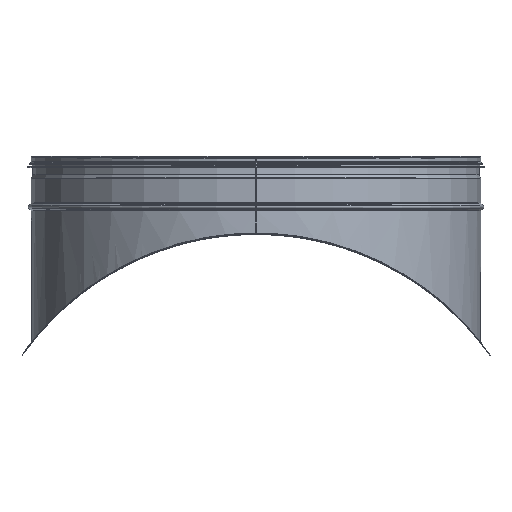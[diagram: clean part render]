
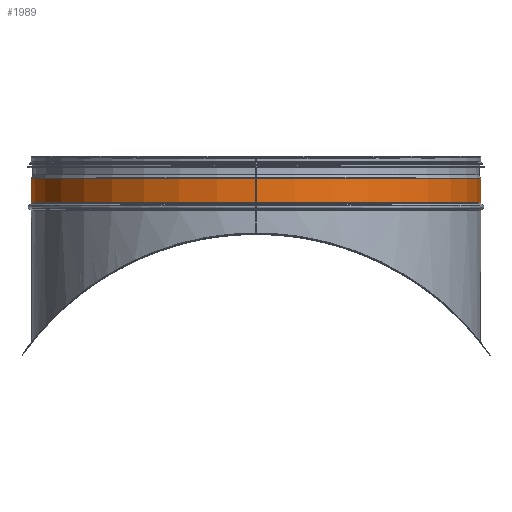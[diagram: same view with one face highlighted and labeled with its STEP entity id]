
A CAD part, top view. The second image highlights one B-rep face of the part: STEP entity #1989.
In plain terms, the highlighted cylindrical face has radius 314.35 mm (diameter 628.7 mm), a full revolution.
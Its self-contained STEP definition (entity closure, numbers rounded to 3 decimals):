
#1184=CARTESIAN_POINT('',(314.35,31.0,0.005));
#1185=VERTEX_POINT('',#1184);
#1216=CARTESIAN_POINT('',(314.35,65.0,0.005));
#1217=VERTEX_POINT('',#1216);
#1224=CARTESIAN_POINT('',(314.35,31.0,0.005));
#1225=DIRECTION('',(0.0,1.0,0.0));
#1226=VECTOR('',#1225,34.0);
#1227=LINE('',#1224,#1226);
#1228=EDGE_CURVE('',#1185,#1217,#1227,.T.);
#1535=CARTESIAN_POINT('',(314.35,65.0,0.0));
#1536=VERTEX_POINT('',#1535);
#1567=CARTESIAN_POINT('',(314.35,31.0,0.0));
#1568=VERTEX_POINT('',#1567);
#1575=CARTESIAN_POINT('',(314.35,31.0,0.0));
#1576=DIRECTION('',(0.0,1.0,0.0));
#1577=VECTOR('',#1576,34.0);
#1578=LINE('',#1575,#1577);
#1579=EDGE_CURVE('',#1568,#1536,#1578,.T.);
#1960=CARTESIAN_POINT('',(0.,31.,0.0));
#1961=DIRECTION('',(0.0,1.0,0.0));
#1962=DIRECTION('',(1.0,0.0,0.0));
#1963=AXIS2_PLACEMENT_3D('',#1960,#1961,#1962);
#1964=CIRCLE('',#1963,314.35);
#1965=EDGE_CURVE('',#1568,#1185,#1964,.T.);
#1972=CARTESIAN_POINT('',(0.,248.368,0.0));
#1973=DIRECTION('',(0.,1.0,0.0));
#1974=DIRECTION('',(1.0,0.0,0.0));
#1975=AXIS2_PLACEMENT_3D('',#1972,#1973,#1974);
#1976=CYLINDRICAL_SURFACE('',#1975,314.35);
#1977=ORIENTED_EDGE('',*,*,#1228,.T.);
#1978=CARTESIAN_POINT('',(0.,65.,0.0));
#1979=DIRECTION('',(0.0,1.0,0.0));
#1980=DIRECTION('',(1.0,0.0,0.0));
#1981=AXIS2_PLACEMENT_3D('',#1978,#1979,#1980);
#1982=CIRCLE('',#1981,314.35);
#1983=EDGE_CURVE('',#1536,#1217,#1982,.T.);
#1984=ORIENTED_EDGE('',*,*,#1983,.F.);
#1985=ORIENTED_EDGE('',*,*,#1579,.F.);
#1986=ORIENTED_EDGE('',*,*,#1965,.T.);
#1987=EDGE_LOOP('',(#1977,#1984,#1985,#1986));
#1988=FACE_OUTER_BOUND('',#1987,.T.);
#1989=ADVANCED_FACE('',(#1988),#1976,.T.);
